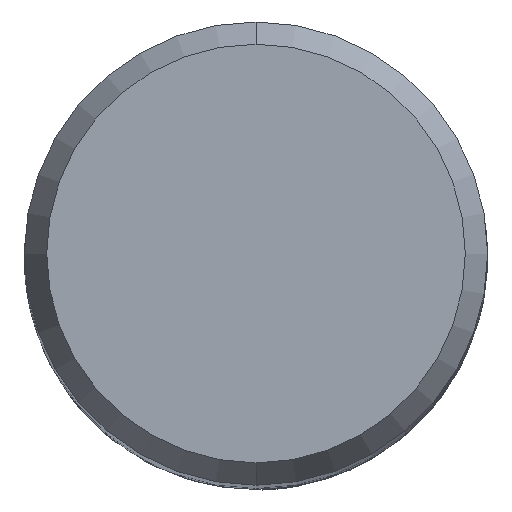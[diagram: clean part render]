
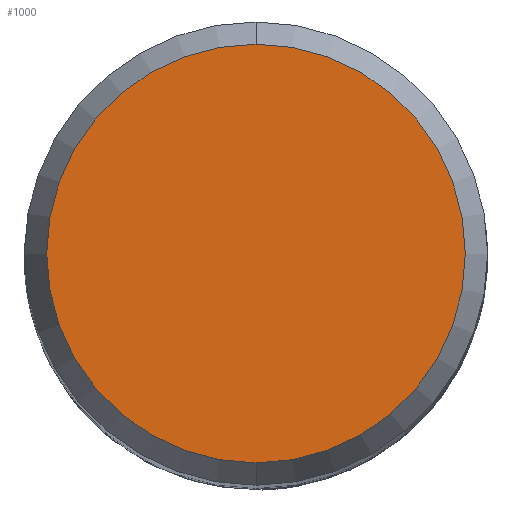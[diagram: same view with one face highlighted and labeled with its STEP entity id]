
A CAD part, top view. The second image highlights one B-rep face of the part: STEP entity #1000.
In plain terms, the highlighted planar face has unit normal (0, 0, 1).
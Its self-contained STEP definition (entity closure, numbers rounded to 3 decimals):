
#928=VERTEX_POINT('',#1865);
#1000=ADVANCED_FACE('',(#1946),#1947,.T.);
#1192=EDGE_CURVE('',#928,#1260,#2153,.T.);
#1252=EDGE_CURVE('',#1260,#928,#2217,.T.);
#1260=VERTEX_POINT('',#2226);
#1865=CARTESIAN_POINT('',(0.,-5.423,0.0));
#1946=FACE_OUTER_BOUND('',#7445,.T.);
#1947=PLANE('',#7446);
#2153=CIRCLE('',#8611,5.423);
#2217=CIRCLE('',#8813,5.423);
#2226=CARTESIAN_POINT('',(0.0,5.423,0.0));
#7445=EDGE_LOOP('',(#10355,#10356));
#7446=AXIS2_PLACEMENT_3D('',#10357,#10358,#10359);
#8611=AXIS2_PLACEMENT_3D('',#10568,#10569,#10570);
#8813=AXIS2_PLACEMENT_3D('',#10630,#10631,#10632);
#10355=ORIENTED_EDGE('',*,*,#1252,.F.);
#10356=ORIENTED_EDGE('',*,*,#1192,.F.);
#10357=CARTESIAN_POINT('',(0.0,2.711,0.0));
#10358=DIRECTION('',(-0.0,0.0,1.0));
#10359=DIRECTION('',(0.0,-1.0,0.0));
#10568=CARTESIAN_POINT('',(0.0,0.0,0.0));
#10569=DIRECTION('',(0.0,0.0,-1.0));
#10570=DIRECTION('',(0.0,1.0,0.0));
#10630=CARTESIAN_POINT('',(0.0,0.0,0.0));
#10631=DIRECTION('',(0.0,0.0,-1.0));
#10632=DIRECTION('',(0.0,1.0,0.0));
